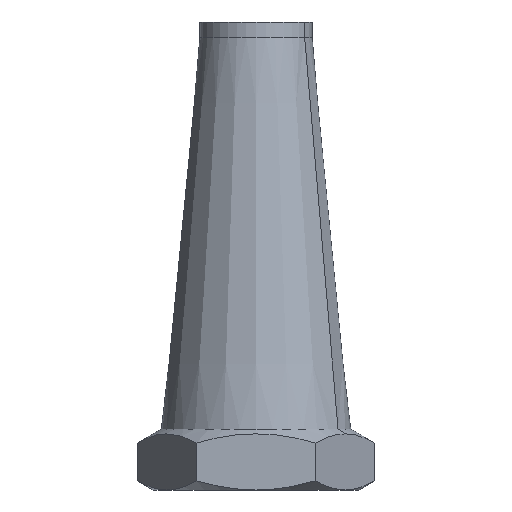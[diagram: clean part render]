
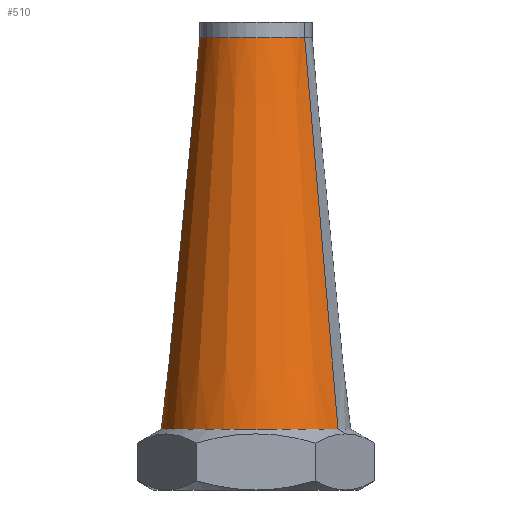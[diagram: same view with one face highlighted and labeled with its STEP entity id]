
A CAD part, left-side view. The second image highlights one B-rep face of the part: STEP entity #510.
In plain terms, the highlighted conical face has half-angle 5.626 degrees and reference radius 5.06 mm.
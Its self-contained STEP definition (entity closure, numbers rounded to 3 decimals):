
#22 = AXIS2_PLACEMENT_3D ( 'NONE', #450, #699, #147 ) ;
#42 = EDGE_CURVE ( 'NONE', #402, #66, #454, .T. ) ;
#66 = VERTEX_POINT ( 'NONE', #362 ) ;
#69 = ORIENTED_EDGE ( 'NONE', *, *, #274, .F. ) ;
#72 = EDGE_CURVE ( 'NONE', #66, #572, #428, .T. ) ;
#80 = EDGE_LOOP ( 'NONE', ( #69, #459, #156, #252 ) ) ;
#90 = CARTESIAN_POINT ( 'NONE',  ( 0., 0., 3.254 ) ) ;
#102 = CARTESIAN_POINT ( 'NONE',  ( 2.53, 4.382, 3.254 ) ) ;
#109 = CIRCLE ( 'NONE', #318, 5.06 ) ;
#111 = AXIS2_PLACEMENT_3D ( 'NONE', #378, #322, #440 ) ;
#119 = DIRECTION ( 'NONE',  ( 0.049, 0.085, -0.995 ) ) ;
#132 = EDGE_CURVE ( 'NONE', #535, #572, #109, .T. ) ;
#147 = DIRECTION ( 'NONE',  ( 0.5, 0.866, 0. ) ) ;
#156 = ORIENTED_EDGE ( 'NONE', *, *, #72, .T. ) ;
#160 = CARTESIAN_POINT ( 'NONE',  ( -2.53, -4.382, 3.254 ) ) ;
#192 = DIRECTION ( 'NONE',  ( 0., 0., -1. ) ) ;
#203 = FACE_OUTER_BOUND ( 'NONE', #80, .T. ) ;
#220 = CARTESIAN_POINT ( 'NONE',  ( 2.53, 4.382, 3.254 ) ) ;
#252 = ORIENTED_EDGE ( 'NONE', *, *, #132, .F. ) ;
#268 = VECTOR ( 'NONE', #352, 1000. ) ;
#274 = EDGE_CURVE ( 'NONE', #402, #535, #701, .T. ) ;
#280 = DIRECTION ( 'NONE',  ( 0.5, 0.866, 0. ) ) ;
#282 = VECTOR ( 'NONE', #119, 1000. ) ;
#318 = AXIS2_PLACEMENT_3D ( 'NONE', #90, #192, #280 ) ;
#322 = DIRECTION ( 'NONE',  ( 0., 0., -1. ) ) ;
#341 = CONICAL_SURFACE ( 'NONE', #111, 5.06, 0.098 ) ;
#352 = DIRECTION ( 'NONE',  ( -0.049, -0.085, -0.995 ) ) ;
#362 = CARTESIAN_POINT ( 'NONE',  ( 1.5, 2.598, 24.167 ) ) ;
#372 = CARTESIAN_POINT ( 'NONE',  ( -1.5, -2.598, 24.167 ) ) ;
#378 = CARTESIAN_POINT ( 'NONE',  ( 0., 0., 3.254 ) ) ;
#402 = VERTEX_POINT ( 'NONE', #372 ) ;
#428 = LINE ( 'NONE', #102, #282 ) ;
#440 = DIRECTION ( 'NONE',  ( 0.5, 0.866, 0. ) ) ;
#450 = CARTESIAN_POINT ( 'NONE',  ( 0., 0., 24.167 ) ) ;
#454 = CIRCLE ( 'NONE', #22, 3. ) ;
#459 = ORIENTED_EDGE ( 'NONE', *, *, #42, .T. ) ;
#510 = ADVANCED_FACE ( 'NONE', ( #203 ), #341, .T. ) ;
#535 = VERTEX_POINT ( 'NONE', #690 ) ;
#572 = VERTEX_POINT ( 'NONE', #220 ) ;
#690 = CARTESIAN_POINT ( 'NONE',  ( -2.53, -4.382, 3.254 ) ) ;
#699 = DIRECTION ( 'NONE',  ( 0., 0., -1. ) ) ;
#701 = LINE ( 'NONE', #160, #268 ) ;
